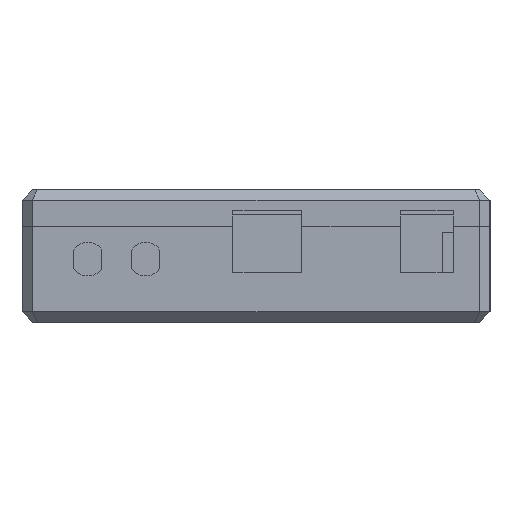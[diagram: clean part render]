
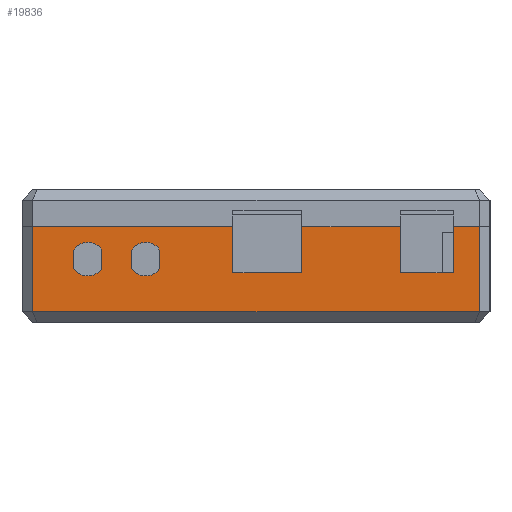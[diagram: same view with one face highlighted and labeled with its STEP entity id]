
A CAD part, left-side view. The second image highlights one B-rep face of the part: STEP entity #19836.
In plain terms, the highlighted planar face has unit normal (-1, 0, 0).
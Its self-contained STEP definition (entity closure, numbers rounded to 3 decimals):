
#19643=CARTESIAN_POINT('',(-108.,40.5,-3.));
#19644=DIRECTION('',(1.,0.,0.));
#19645=DIRECTION('',(0.,0.,-1.));
#19646=AXIS2_PLACEMENT_3D('',#19643,#19644,#19645);
#19647=PLANE('',#19646);
#19648=CARTESIAN_POINT('',(-108.,64.2,6.282));
#19649=VERTEX_POINT('',#19648);
#19650=CARTESIAN_POINT('',(-108.,64.2,9.718));
#19651=VERTEX_POINT('',#19650);
#19652=CARTESIAN_POINT('',(-108.,64.2,6.282));
#19653=DIRECTION('',(0.,0.,1.));
#19654=VECTOR('',#19653,3.435);
#19655=LINE('',#19652,#19654);
#19656=EDGE_CURVE('',#19649,#19651,#19655,.T.);
#19657=ORIENTED_EDGE('',*,*,#19656,.T.);
#19658=CARTESIAN_POINT('',(-108.,61.5,11.2));
#19659=VERTEX_POINT('',#19658);
#19660=CARTESIAN_POINT('',(-108.,61.5,8.));
#19661=DIRECTION('',(-1.,0.,0.));
#19662=DIRECTION('',(0.,0.,1.));
#19663=AXIS2_PLACEMENT_3D('',#19660,#19661,#19662);
#19664=CIRCLE('',#19663,3.2);
#19665=EDGE_CURVE('',#19659,#19651,#19664,.T.);
#19666=ORIENTED_EDGE('',*,*,#19665,.F.);
#19667=CARTESIAN_POINT('',(-108.,58.8,9.718));
#19668=VERTEX_POINT('',#19667);
#19669=CARTESIAN_POINT('',(-108.,61.5,8.));
#19670=DIRECTION('',(-1.,0.,0.));
#19671=DIRECTION('',(0.,0.,1.));
#19672=AXIS2_PLACEMENT_3D('',#19669,#19670,#19671);
#19673=CIRCLE('',#19672,3.2);
#19674=EDGE_CURVE('',#19668,#19659,#19673,.T.);
#19675=ORIENTED_EDGE('',*,*,#19674,.F.);
#19676=CARTESIAN_POINT('',(-108.,58.8,6.282));
#19677=VERTEX_POINT('',#19676);
#19678=CARTESIAN_POINT('',(-108.,58.8,9.718));
#19679=DIRECTION('',(0.,0.,-1.));
#19680=VECTOR('',#19679,3.435);
#19681=LINE('',#19678,#19680);
#19682=EDGE_CURVE('',#19668,#19677,#19681,.T.);
#19683=ORIENTED_EDGE('',*,*,#19682,.T.);
#19684=CARTESIAN_POINT('',(-108.,61.5,8.));
#19685=DIRECTION('',(-1.,0.,0.));
#19686=DIRECTION('',(0.,0.,1.));
#19687=AXIS2_PLACEMENT_3D('',#19684,#19685,#19686);
#19688=CIRCLE('',#19687,3.2);
#19689=EDGE_CURVE('',#19649,#19677,#19688,.T.);
#19690=ORIENTED_EDGE('',*,*,#19689,.F.);
#19691=EDGE_LOOP('',(#19657,#19666,#19675,#19683,#19690));
#19692=FACE_BOUND('',#19691,.T.);
#19693=CARTESIAN_POINT('',(-108.,69.8,9.718));
#19694=VERTEX_POINT('',#19693);
#19695=CARTESIAN_POINT('',(-108.,69.8,6.282));
#19696=VERTEX_POINT('',#19695);
#19697=CARTESIAN_POINT('',(-108.,69.8,9.718));
#19698=DIRECTION('',(0.,0.,-1.));
#19699=VECTOR('',#19698,3.435);
#19700=LINE('',#19697,#19699);
#19701=EDGE_CURVE('',#19694,#19696,#19700,.T.);
#19702=ORIENTED_EDGE('',*,*,#19701,.T.);
#19703=CARTESIAN_POINT('',(-108.,75.2,6.282));
#19704=VERTEX_POINT('',#19703);
#19705=CARTESIAN_POINT('',(-108.,72.5,8.));
#19706=DIRECTION('',(-1.,0.,0.));
#19707=DIRECTION('',(0.,0.,1.));
#19708=AXIS2_PLACEMENT_3D('',#19705,#19706,#19707);
#19709=CIRCLE('',#19708,3.2);
#19710=EDGE_CURVE('',#19704,#19696,#19709,.T.);
#19711=ORIENTED_EDGE('',*,*,#19710,.F.);
#19712=CARTESIAN_POINT('',(-108.,75.2,9.718));
#19713=VERTEX_POINT('',#19712);
#19714=CARTESIAN_POINT('',(-108.,75.2,6.282));
#19715=DIRECTION('',(0.,0.,1.));
#19716=VECTOR('',#19715,3.435);
#19717=LINE('',#19714,#19716);
#19718=EDGE_CURVE('',#19704,#19713,#19717,.T.);
#19719=ORIENTED_EDGE('',*,*,#19718,.T.);
#19720=CARTESIAN_POINT('',(-108.,72.5,11.2));
#19721=VERTEX_POINT('',#19720);
#19722=CARTESIAN_POINT('',(-108.,72.5,8.));
#19723=DIRECTION('',(-1.,0.,0.));
#19724=DIRECTION('',(0.,0.,1.));
#19725=AXIS2_PLACEMENT_3D('',#19722,#19723,#19724);
#19726=CIRCLE('',#19725,3.2);
#19727=EDGE_CURVE('',#19721,#19713,#19726,.T.);
#19728=ORIENTED_EDGE('',*,*,#19727,.F.);
#19729=CARTESIAN_POINT('',(-108.,72.5,8.));
#19730=DIRECTION('',(-1.,0.,0.));
#19731=DIRECTION('',(0.,0.,1.));
#19732=AXIS2_PLACEMENT_3D('',#19729,#19730,#19731);
#19733=CIRCLE('',#19732,3.2);
#19734=EDGE_CURVE('',#19694,#19721,#19733,.T.);
#19735=ORIENTED_EDGE('',*,*,#19734,.F.);
#19736=EDGE_LOOP('',(#19702,#19711,#19719,#19728,#19735));
#19737=FACE_BOUND('',#19736,.T.);
#19738=CARTESIAN_POINT('',(-108.,83.,14.2));
#19739=VERTEX_POINT('',#19738);
#19740=CARTESIAN_POINT('',(-108.,83.,-2.));
#19741=VERTEX_POINT('',#19740);
#19742=CARTESIAN_POINT('',(-108.,83.,14.2));
#19743=DIRECTION('',(0.,0.,-1.));
#19744=VECTOR('',#19743,16.2);
#19745=LINE('',#19742,#19744);
#19746=EDGE_CURVE('',#19739,#19741,#19745,.T.);
#19747=ORIENTED_EDGE('',*,*,#19746,.T.);
#19748=CARTESIAN_POINT('',(-108.,-2.,-2.));
#19749=VERTEX_POINT('',#19748);
#19750=CARTESIAN_POINT('',(-108.,83.,-2.));
#19751=DIRECTION('',(0.,-1.,0.));
#19752=VECTOR('',#19751,85.);
#19753=LINE('',#19750,#19752);
#19754=EDGE_CURVE('',#19741,#19749,#19753,.T.);
#19755=ORIENTED_EDGE('',*,*,#19754,.T.);
#19756=CARTESIAN_POINT('',(-108.,-2.,14.2));
#19757=VERTEX_POINT('',#19756);
#19758=CARTESIAN_POINT('',(-108.,-2.,-2.));
#19759=DIRECTION('',(0.,0.,1.));
#19760=VECTOR('',#19759,16.2);
#19761=LINE('',#19758,#19760);
#19762=EDGE_CURVE('',#19749,#19757,#19761,.T.);
#19763=ORIENTED_EDGE('',*,*,#19762,.T.);
#19764=CARTESIAN_POINT('',(-108.,3.,14.2));
#19765=VERTEX_POINT('',#19764);
#19766=CARTESIAN_POINT('',(-108.,-2.,14.2));
#19767=DIRECTION('',(0.,1.,0.));
#19768=VECTOR('',#19767,5.);
#19769=LINE('',#19766,#19768);
#19770=EDGE_CURVE('',#19757,#19765,#19769,.T.);
#19771=ORIENTED_EDGE('',*,*,#19770,.T.);
#19772=CARTESIAN_POINT('',(-108.,3.,5.4));
#19773=VERTEX_POINT('',#19772);
#19774=CARTESIAN_POINT('',(-108.,3.,5.4));
#19775=DIRECTION('',(0.,0.,1.));
#19776=VECTOR('',#19775,8.8);
#19777=LINE('',#19774,#19776);
#19778=EDGE_CURVE('',#19773,#19765,#19777,.T.);
#19779=ORIENTED_EDGE('',*,*,#19778,.F.);
#19780=CARTESIAN_POINT('',(-108.,13.,5.4));
#19781=VERTEX_POINT('',#19780);
#19782=CARTESIAN_POINT('',(-108.,13.,5.4));
#19783=DIRECTION('',(0.,-1.,0.));
#19784=VECTOR('',#19783,10.);
#19785=LINE('',#19782,#19784);
#19786=EDGE_CURVE('',#19781,#19773,#19785,.T.);
#19787=ORIENTED_EDGE('',*,*,#19786,.F.);
#19788=CARTESIAN_POINT('',(-108.,13.,14.2));
#19789=VERTEX_POINT('',#19788);
#19790=CARTESIAN_POINT('',(-108.,13.,14.2));
#19791=DIRECTION('',(0.,0.,-1.));
#19792=VECTOR('',#19791,8.8);
#19793=LINE('',#19790,#19792);
#19794=EDGE_CURVE('',#19789,#19781,#19793,.T.);
#19795=ORIENTED_EDGE('',*,*,#19794,.F.);
#19796=CARTESIAN_POINT('',(-108.,31.8,14.2));
#19797=VERTEX_POINT('',#19796);
#19798=CARTESIAN_POINT('',(-108.,13.,14.2));
#19799=DIRECTION('',(0.,1.,0.));
#19800=VECTOR('',#19799,18.8);
#19801=LINE('',#19798,#19800);
#19802=EDGE_CURVE('',#19789,#19797,#19801,.T.);
#19803=ORIENTED_EDGE('',*,*,#19802,.T.);
#19804=CARTESIAN_POINT('',(-108.,31.8,5.4));
#19805=VERTEX_POINT('',#19804);
#19806=CARTESIAN_POINT('',(-108.,31.8,5.4));
#19807=DIRECTION('',(0.,0.,1.));
#19808=VECTOR('',#19807,8.8);
#19809=LINE('',#19806,#19808);
#19810=EDGE_CURVE('',#19805,#19797,#19809,.T.);
#19811=ORIENTED_EDGE('',*,*,#19810,.F.);
#19812=CARTESIAN_POINT('',(-108.,44.9,5.4));
#19813=VERTEX_POINT('',#19812);
#19814=CARTESIAN_POINT('',(-108.,44.9,5.4));
#19815=DIRECTION('',(0.,-1.,0.));
#19816=VECTOR('',#19815,13.1);
#19817=LINE('',#19814,#19816);
#19818=EDGE_CURVE('',#19813,#19805,#19817,.T.);
#19819=ORIENTED_EDGE('',*,*,#19818,.F.);
#19820=CARTESIAN_POINT('',(-108.,44.9,14.2));
#19821=VERTEX_POINT('',#19820);
#19822=CARTESIAN_POINT('',(-108.,44.9,14.2));
#19823=DIRECTION('',(0.,0.,-1.));
#19824=VECTOR('',#19823,8.8);
#19825=LINE('',#19822,#19824);
#19826=EDGE_CURVE('',#19821,#19813,#19825,.T.);
#19827=ORIENTED_EDGE('',*,*,#19826,.F.);
#19828=CARTESIAN_POINT('',(-108.,44.9,14.2));
#19829=DIRECTION('',(0.,1.,0.));
#19830=VECTOR('',#19829,38.1);
#19831=LINE('',#19828,#19830);
#19832=EDGE_CURVE('',#19821,#19739,#19831,.T.);
#19833=ORIENTED_EDGE('',*,*,#19832,.T.);
#19834=EDGE_LOOP('',(#19747,#19755,#19763,#19771,#19779,#19787,#19795,#19803,#19811,#19819,#19827,#19833));
#19835=FACE_BOUND('',#19834,.T.);
#19836=ADVANCED_FACE('',(#19692,#19737,#19835),#19647,.F.);
